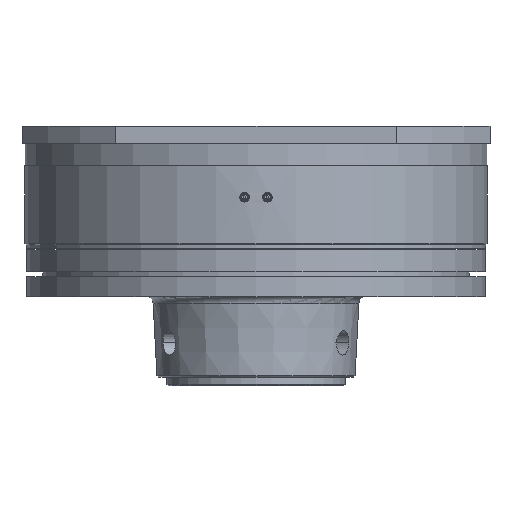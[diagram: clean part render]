
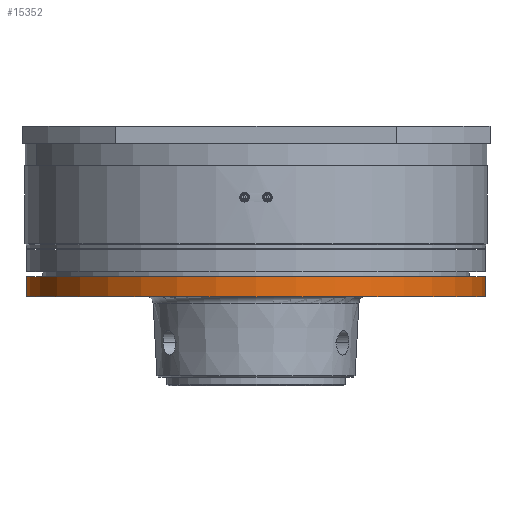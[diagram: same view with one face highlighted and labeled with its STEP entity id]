
A CAD part, front view. The second image highlights one B-rep face of the part: STEP entity #15352.
In plain terms, the highlighted cylindrical face has radius 80 mm (diameter 160 mm), a partial arc.
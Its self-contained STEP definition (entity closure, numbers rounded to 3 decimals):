
#737 = DIRECTION ( 'NONE',  ( 1., 0., 0. ) ) ;
#1217 = LINE ( 'NONE', #21518, #4463 ) ;
#2007 = EDGE_CURVE ( 'NONE', #10831, #25734, #1217, .T. ) ;
#2475 = EDGE_CURVE ( 'NONE', #25485, #10831, #6598, .T. ) ;
#3030 = ORIENTED_EDGE ( 'NONE', *, *, #8366, .F. ) ;
#4463 = VECTOR ( 'NONE', #9602, 1000. ) ;
#4971 = DIRECTION ( 'NONE',  ( 0., 0., 1. ) ) ;
#6142 = DIRECTION ( 'NONE',  ( 0., 0., 1. ) ) ;
#6328 = AXIS2_PLACEMENT_3D ( 'NONE', #14784, #8715, #24864 ) ;
#6598 = CIRCLE ( 'NONE', #21408, 80. ) ;
#8366 = EDGE_CURVE ( 'NONE', #9827, #25734, #9507, .T. ) ;
#8715 = DIRECTION ( 'NONE',  ( 0., 0., 1. ) ) ;
#8853 = CARTESIAN_POINT ( 'NONE',  ( 0., 0., -7. ) ) ;
#9254 = EDGE_LOOP ( 'NONE', ( #20081, #14218, #19232, #3030 ) ) ;
#9507 = CIRCLE ( 'NONE', #10363, 80. ) ;
#9602 = DIRECTION ( 'NONE',  ( 0., 0., 1. ) ) ;
#9827 = VERTEX_POINT ( 'NONE', #13093 ) ;
#9923 = CARTESIAN_POINT ( 'NONE',  ( -80., 0., 8.52 ) ) ;
#9994 = EDGE_CURVE ( 'NONE', #25485, #9827, #25674, .T. ) ;
#10363 = AXIS2_PLACEMENT_3D ( 'NONE', #24167, #6142, #16465 ) ;
#10831 = VERTEX_POINT ( 'NONE', #23050 ) ;
#13093 = CARTESIAN_POINT ( 'NONE',  ( -80., 0., 0. ) ) ;
#13476 = DIRECTION ( 'NONE',  ( 0., 0., 1. ) ) ;
#14218 = ORIENTED_EDGE ( 'NONE', *, *, #2475, .T. ) ;
#14784 = CARTESIAN_POINT ( 'NONE',  ( 0., 0., 8.52 ) ) ;
#14915 = FACE_OUTER_BOUND ( 'NONE', #9254, .T. ) ;
#15352 = ADVANCED_FACE ( 'NONE', ( #14915 ), #21026, .T. ) ;
#16465 = DIRECTION ( 'NONE',  ( 1., 0., 0. ) ) ;
#19232 = ORIENTED_EDGE ( 'NONE', *, *, #2007, .T. ) ;
#20081 = ORIENTED_EDGE ( 'NONE', *, *, #9994, .F. ) ;
#21026 = CYLINDRICAL_SURFACE ( 'NONE', #6328, 80. ) ;
#21408 = AXIS2_PLACEMENT_3D ( 'NONE', #8853, #4971, #737 ) ;
#21518 = CARTESIAN_POINT ( 'NONE',  ( 80., 0., 8.52 ) ) ;
#22663 = VECTOR ( 'NONE', #13476, 1000. ) ;
#23050 = CARTESIAN_POINT ( 'NONE',  ( 80., 0., -7. ) ) ;
#23464 = CARTESIAN_POINT ( 'NONE',  ( 80., 0., 0. ) ) ;
#24167 = CARTESIAN_POINT ( 'NONE',  ( 0., 0., 0. ) ) ;
#24864 = DIRECTION ( 'NONE',  ( 1., 0., 0. ) ) ;
#25485 = VERTEX_POINT ( 'NONE', #26131 ) ;
#25674 = LINE ( 'NONE', #9923, #22663 ) ;
#25734 = VERTEX_POINT ( 'NONE', #23464 ) ;
#26131 = CARTESIAN_POINT ( 'NONE',  ( -80., 0., -7. ) ) ;
